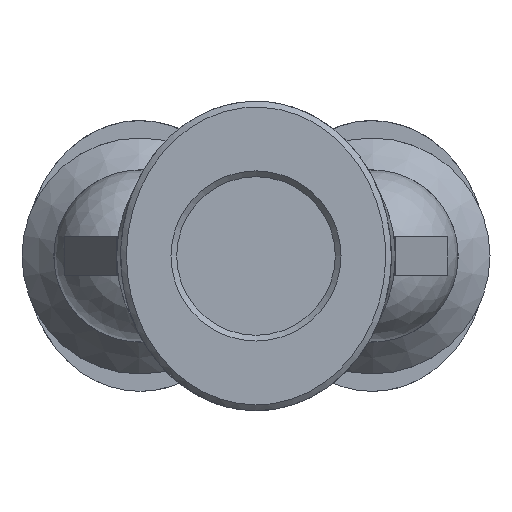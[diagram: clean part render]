
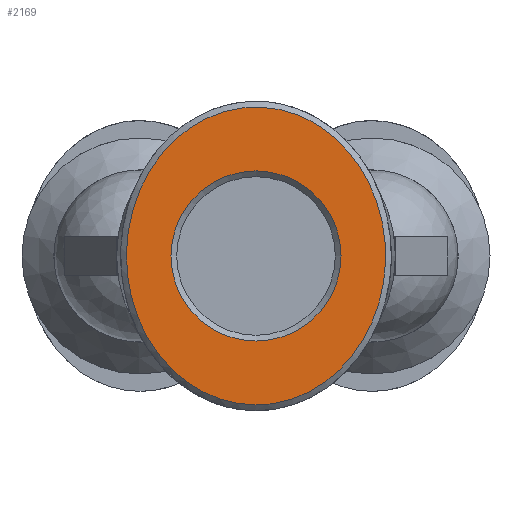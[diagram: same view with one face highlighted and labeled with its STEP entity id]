
A CAD part, front view. The second image highlights one B-rep face of the part: STEP entity #2169.
In plain terms, the highlighted face is planar.
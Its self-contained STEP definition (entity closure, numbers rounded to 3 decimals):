
#2096=CARTESIAN_POINT('',(7.7,4.7,0.));
#2097=VERTEX_POINT('',#2096);
#2127=CARTESIAN_POINT('',(7.7,4.7,0.));
#2128=CARTESIAN_POINT('',(7.7,4.7,0.996));
#2129=CARTESIAN_POINT('',(7.182,4.7,2.988));
#2130=CARTESIAN_POINT('',(4.984,4.7,5.405));
#2131=CARTESIAN_POINT('',(1.782,4.7,6.756));
#2132=CARTESIAN_POINT('',(-1.783,4.7,6.756));
#2133=CARTESIAN_POINT('',(-4.982,4.7,5.405));
#2134=CARTESIAN_POINT('',(-7.431,4.7,2.719));
#2135=CARTESIAN_POINT('',(-7.958,4.7,-0.364));
#2136=CARTESIAN_POINT('',(-6.935,4.7,-3.256));
#2137=CARTESIAN_POINT('',(-4.985,4.7,-5.405));
#2138=CARTESIAN_POINT('',(-1.781,4.7,-6.756));
#2139=CARTESIAN_POINT('',(1.781,4.7,-6.756));
#2140=CARTESIAN_POINT('',(4.984,4.7,-5.405));
#2141=CARTESIAN_POINT('',(7.182,4.7,-2.988));
#2142=CARTESIAN_POINT('',(7.7,4.7,-0.996));
#2143=CARTESIAN_POINT('',(7.7,4.7,0.));
#2144=B_SPLINE_CURVE_WITH_KNOTS('',3,(#2127,#2128,#2129,#2130,#2131,#2132,#2133,#2134,#2135,#2136,#2137,#2138,#2139,#2140,#2141,#2142,#2143),.UNSPECIFIED.,.T.,.U.,(4,1,1,1,1,1,1,1,1,1,1,1,1,1,4),(-3.142,-2.693,-2.244,-1.795,-1.346,-0.898,-0.449,0.15,0.449,0.898,1.346,1.795,2.244,2.693,3.142),.UNSPECIFIED.);
#2145=EDGE_CURVE('',#2097,#2097,#2144,.T.);
#2150=CARTESIAN_POINT('',(0.,4.7,0.));
#2151=DIRECTION('',(0.0,-1.0,0.0));
#2152=DIRECTION('',(0.0,0.0,-1.0));
#2153=AXIS2_PLACEMENT_3D('',#2150,#2151,#2152);
#2154=PLANE('',#2153);
#2155=ORIENTED_EDGE('',*,*,#2145,.F.);
#2156=EDGE_LOOP('',(#2155));
#2157=FACE_OUTER_BOUND('',#2156,.T.);
#2158=CARTESIAN_POINT('',(4.4,4.7,0.));
#2159=VERTEX_POINT('',#2158);
#2160=CARTESIAN_POINT('',(0.,4.7,0.0));
#2161=DIRECTION('',(0.0,1.0,0.0));
#2162=DIRECTION('',(-1.0,0.0,0.0));
#2163=AXIS2_PLACEMENT_3D('',#2160,#2161,#2162);
#2164=CIRCLE('',#2163,4.4);
#2165=EDGE_CURVE('',#2159,#2159,#2164,.T.);
#2166=ORIENTED_EDGE('',*,*,#2165,.F.);
#2167=EDGE_LOOP('',(#2166));
#2168=FACE_BOUND('',#2167,.T.);
#2169=ADVANCED_FACE('',(#2157,#2168),#2154,.F.);
